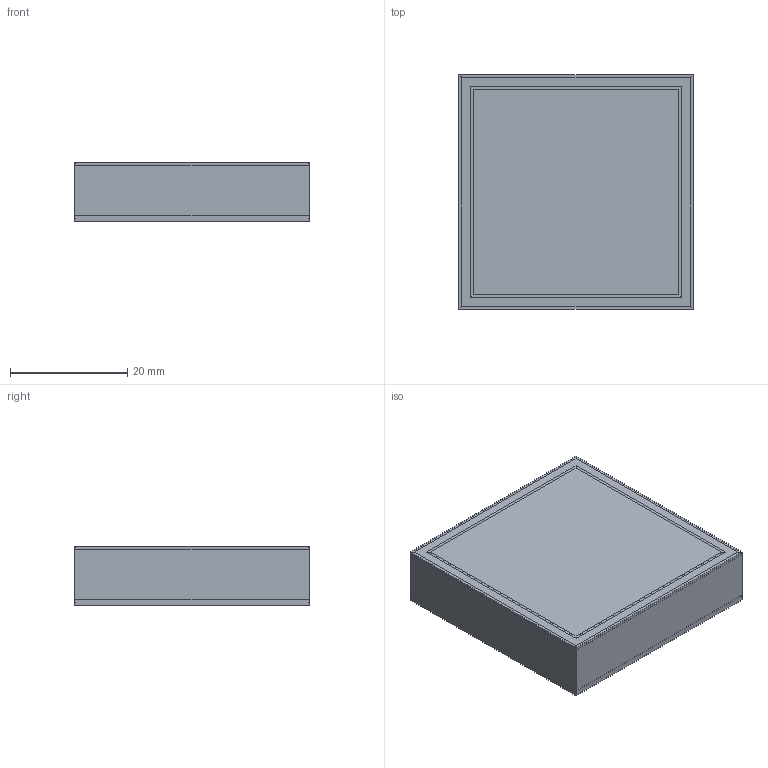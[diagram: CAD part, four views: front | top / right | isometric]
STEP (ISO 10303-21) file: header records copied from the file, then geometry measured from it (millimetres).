
FILE_DESCRIPTION(('FreeCAD Model'),'2;1');
FILE_NAME('Open CASCADE Shape Model','2023-05-18T13:13:52',('Author'),( ''),'Open CASCADE STEP processor 7.6','FreeCAD','Unknown');
FILE_SCHEMA(('AUTOMOTIVE_DESIGN { 1 0 10303 214 1 1 1 1 }'));
Length unit declared in the file: millimetre
Products named in the file (8): Multimeter_Housing; Body001; Fillet002; Pad; Pocket; DatumPlane; Hole; Fillet
Assembly tree (7 placements, depth 2):
  Multimeter_Housing
    Body001
    Fillet002
    Pad
    Pocket
    DatumPlane
    Hole
    Fillet
Bounding box: 40 x 40 x 10 mm (x, y, z)
Surface area: 32640.8 mm2
Topology: 6 solids, 6 shells, 105 faces, 236 edges, 148 vertices
Faces by surface type: plane 61, cylinder 44
Full cylindrical faces by diameter (mm): 6 x16
Entity records: 6534 total; most frequent: CARTESIAN_POINT 1457, DIRECTION 922, LINE 560, VECTOR 560, ORIENTED_EDGE 472, PCURVE 472, DEFINITIONAL_REPRESENTATION 472, EDGE_CURVE 236
